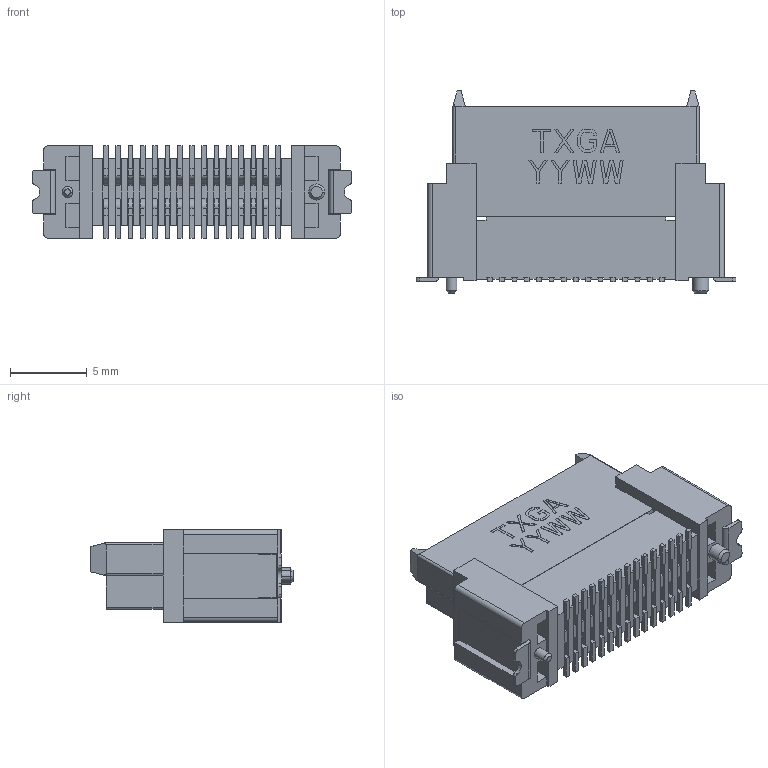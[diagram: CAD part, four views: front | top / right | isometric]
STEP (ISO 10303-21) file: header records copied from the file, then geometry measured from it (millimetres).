
FILE_DESCRIPTION((''),'2;1');
FILE_NAME('ASM0001_ASM','2025-09-26T18:39:23',('gongchengVV'),(''),'CREO PARAMETRIC BY PTC INC, 2020033','CREO PARAMETRIC BY PTC INC, 2020033','');
FILE_SCHEMA(('CONFIG_CONTROL_DESIGN'));
Length unit declared in the file: millimetre
Products named in the file (1): ASM0001_ASM
Bounding box: 20.8 x 13.15 x 6 mm (x, y, z)
Volume: 681.9 mm3; surface area: 2213.4 mm2
Topology: 1 solids, 1 shells, 1097 faces, 3617 edges, 2384 vertices
Faces by surface type: plane 1005, extrusion 60, cylinder 28, cone 4
Entity records: 42310 total; most frequent: CARTESIAN_POINT 10491, ORIENTED_EDGE 7234, DIRECTION 5679, EDGE_CURVE 3617, VECTOR 3493, LINE 3433, VERTEX_POINT 2384, EDGE_LOOP 1201
